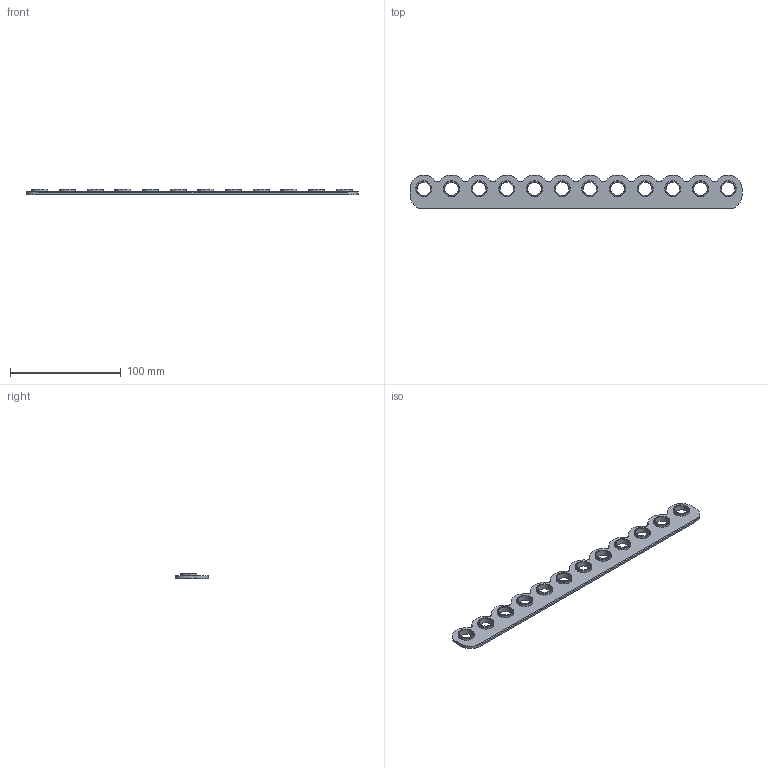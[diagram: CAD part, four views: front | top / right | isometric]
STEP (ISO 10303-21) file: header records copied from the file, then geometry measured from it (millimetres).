
FILE_DESCRIPTION (( 'STEP AP214' ), '1' );
FILE_NAME ('78-1101.STEP', '2025-10-11T03:24:51', ( '' ), ( '' ), 'SwSTEP 2.0', 'SolidWorks 2010', '' );
FILE_SCHEMA (( 'AUTOMOTIVE_DESIGN' ));
Length unit declared in the file: inch
Products named in the file (1): 78-1101
Bounding box: 300 x 30.68 x 4.92 mm (x, y, z)
Volume: 19245.8 mm3; surface area: 19179 mm2
Topology: 1 solids, 1 shells, 115 faces, 279 edges, 178 vertices
Faces by surface type: cylinder 74, torus 24, plane 17
Entity records: 3559 total; most frequent: DIRECTION 703, CARTESIAN_POINT 593, ORIENTED_EDGE 558, AXIS2_PLACEMENT_3D 310, EDGE_CURVE 279, CIRCLE 194, VERTEX_POINT 178, EDGE_LOOP 151
